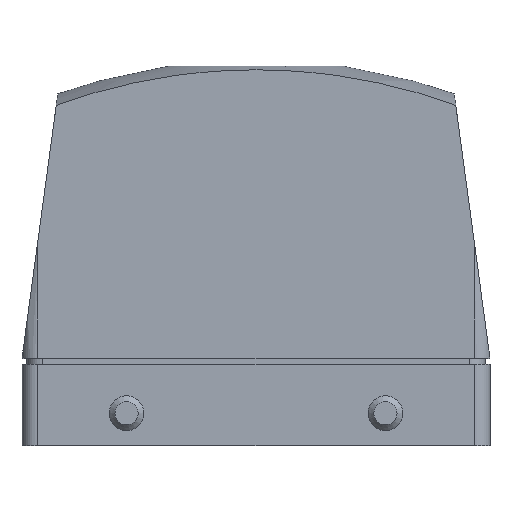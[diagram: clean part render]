
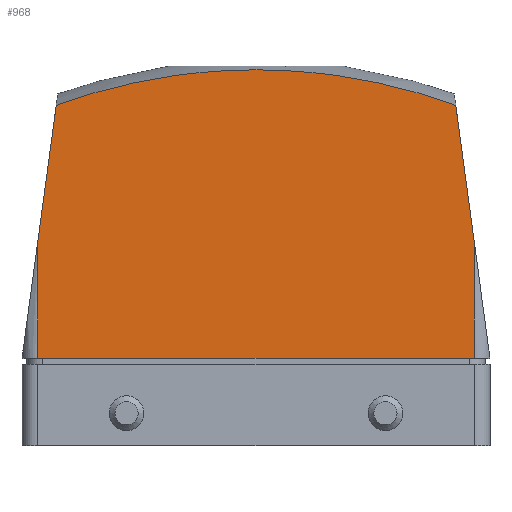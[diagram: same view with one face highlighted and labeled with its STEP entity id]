
A CAD part, top view. The second image highlights one B-rep face of the part: STEP entity #968.
In plain terms, the highlighted planar face has unit normal (0, 0, 1).
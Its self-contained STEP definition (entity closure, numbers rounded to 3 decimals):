
#267 = FACE_OUTER_BOUND ( 'NONE', #576, .T. ) ;
#336 = LINE ( 'NONE', #1684, #2140 ) ;
#337 = LINE ( 'NONE', #1543, #2143 ) ;
#338 = LINE ( 'NONE', #1578, #2148 ) ;
#339 = LINE ( 'NONE', #1579, #2150 ) ;
#340 = LINE ( 'NONE', #1575, #2152 ) ;
#576 = EDGE_LOOP ( 'NONE', ( #704, #706, #705, #707, #709, #708 ) ) ;
#704 = ORIENTED_EDGE ( 'NONE', *, *, #868, .F. ) ;
#705 = ORIENTED_EDGE ( 'NONE', *, *, #871, .T. ) ;
#706 = ORIENTED_EDGE ( 'NONE', *, *, #869, .F. ) ;
#707 = ORIENTED_EDGE ( 'NONE', *, *, #867, .T. ) ;
#708 = ORIENTED_EDGE ( 'NONE', *, *, #865, .F. ) ;
#709 = ORIENTED_EDGE ( 'NONE', *, *, #866, .F. ) ;
#865 = EDGE_CURVE ( 'NONE', #3116, #2917, #340, .T. ) ;
#866 = EDGE_CURVE ( 'NONE', #2917, #3128, #339, .T. ) ;
#867 = EDGE_CURVE ( 'NONE', #3000, #3128, #338, .T. ) ;
#868 = EDGE_CURVE ( 'NONE', #3148, #3116, #2149, .T. ) ;
#869 = EDGE_CURVE ( 'NONE', #2901, #3148, #337, .T. ) ;
#871 = EDGE_CURVE ( 'NONE', #2901, #3000, #336, .T. ) ;
#968 = ADVANCED_FACE ( 'NONE', ( #267 ), #1122, .F. ) ;
#1122 = PLANE ( 'NONE',  #1998 ) ;
#1125 = CARTESIAN_POINT ( 'NONE',  ( 3.2, 65.55, 43.5 ) ) ;
#1130 = DIRECTION ( 'NONE',  ( 0., 0., -1. ) ) ;
#1304 = DIRECTION ( 'NONE',  ( -1., 0., 0. ) ) ;
#1543 = CARTESIAN_POINT ( 'NONE',  ( 0., 17.55, 43.5 ) ) ;
#1569 = DIRECTION ( 'NONE',  ( 0.134, 0.991, 0. ) ) ;
#1575 = CARTESIAN_POINT ( 'NONE',  ( 94., 17.55, 43.5 ) ) ;
#1576 = DIRECTION ( 'NONE',  ( 0.134, -0.991, 0. ) ) ;
#1577 = DIRECTION ( 'NONE',  ( 0., -1., 0. ) ) ;
#1578 = CARTESIAN_POINT ( 'NONE',  ( 3.2, 17.55, 43.5 ) ) ;
#1579 = CARTESIAN_POINT ( 'NONE',  ( 90.8, 65.55, 43.5 ) ) ;
#1580 = CARTESIAN_POINT ( 'NONE',  ( 47., -41.117, 43.5 ) ) ;
#1581 = DIRECTION ( 'NONE',  ( 0., 0., -1. ) ) ;
#1582 = DIRECTION ( 'NONE',  ( 1., 0., 0. ) ) ;
#1585 = DIRECTION ( 'NONE',  ( 1., 0., 0. ) ) ;
#1684 = CARTESIAN_POINT ( 'NONE',  ( 3.2, 65.55, 43.5 ) ) ;
#1686 = DIRECTION ( 'NONE',  ( 0., -1., 0. ) ) ;
#1998 = AXIS2_PLACEMENT_3D ( 'NONE', #1125, #1130, #1304 ) ;
#2140 = VECTOR ( 'NONE', #1686, 1000. ) ;
#2143 = VECTOR ( 'NONE', #1569, 1000. ) ;
#2147 = AXIS2_PLACEMENT_3D ( 'NONE', #1580, #1581, #1585 ) ;
#2148 = VECTOR ( 'NONE', #1582, 1000. ) ;
#2149 = CIRCLE ( 'NONE', #2147, 116.583 ) ;
#2150 = VECTOR ( 'NONE', #1577, 1000. ) ;
#2152 = VECTOR ( 'NONE', #1576, 1000. ) ;
#2437 = CARTESIAN_POINT ( 'NONE',  ( 6.877, 68.345, 43.5 ) ) ;
#2439 = CARTESIAN_POINT ( 'NONE',  ( 90.8, 17.55, 43.5 ) ) ;
#2457 = CARTESIAN_POINT ( 'NONE',  ( 87.123, 68.345, 43.5 ) ) ;
#2541 = CARTESIAN_POINT ( 'NONE',  ( 3.2, 17.55, 43.5 ) ) ;
#2543 = CARTESIAN_POINT ( 'NONE',  ( 90.8, 41.187, 43.5 ) ) ;
#2546 = CARTESIAN_POINT ( 'NONE',  ( 3.2, 41.187, 43.5 ) ) ;
#2901 = VERTEX_POINT ( 'NONE', #2546 ) ;
#2917 = VERTEX_POINT ( 'NONE', #2543 ) ;
#3000 = VERTEX_POINT ( 'NONE', #2541 ) ;
#3116 = VERTEX_POINT ( 'NONE', #2457 ) ;
#3128 = VERTEX_POINT ( 'NONE', #2439 ) ;
#3148 = VERTEX_POINT ( 'NONE', #2437 ) ;
